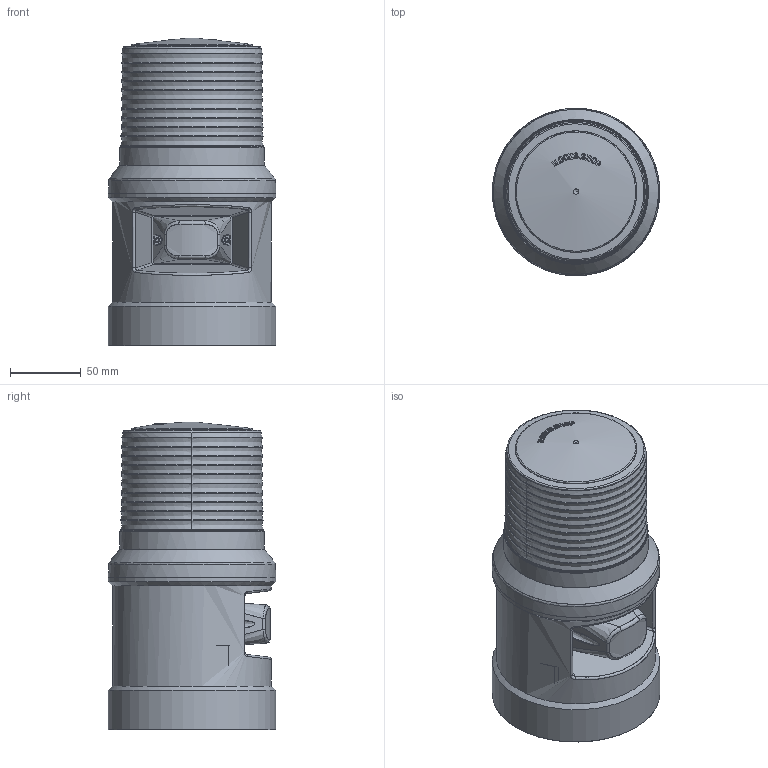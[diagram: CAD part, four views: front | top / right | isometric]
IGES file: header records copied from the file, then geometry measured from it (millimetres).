
Global section: file name: 9H(; native system: Rhinoceros ( Aug 23 2019 ); preprocessor: Trout Lake IGES 012 Aug 23 2019; date: 240528.002527; units: millimetre
Bounding box: 118.5 x 118.5 x 217.99 mm (x, y, z)
Surface area: 285090.2 mm2 (no closed solid volume)
Topology: 0 solids, 0 shells, 1004 faces, 9906 edges, 9572 vertices
Faces by surface type: bspline 1004
